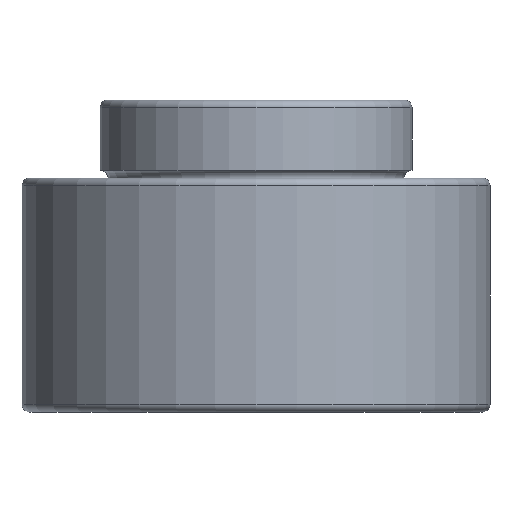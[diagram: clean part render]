
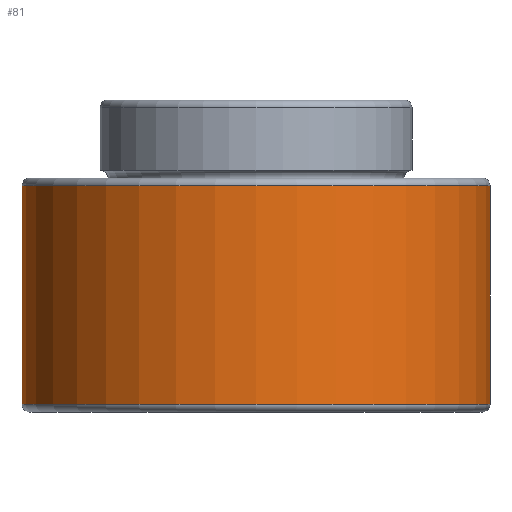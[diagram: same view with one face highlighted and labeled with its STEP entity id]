
A CAD part, front view. The second image highlights one B-rep face of the part: STEP entity #81.
In plain terms, the highlighted cylindrical face has radius 30 mm (diameter 60 mm), a full revolution.
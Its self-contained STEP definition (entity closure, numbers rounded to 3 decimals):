
#81 = ADVANCED_FACE( '', ( #108, #109 ), #110, .T. );
#108 = FACE_OUTER_BOUND( '', #150, .T. );
#109 = FACE_OUTER_BOUND( '', #151, .T. );
#110 = CYLINDRICAL_SURFACE( '', #152, 30. );
#150 = EDGE_LOOP( '', ( #204 ) );
#151 = EDGE_LOOP( '', ( #205 ) );
#152 = AXIS2_PLACEMENT_3D( '', #206, #207, #208 );
#204 = ORIENTED_EDGE( '', *, *, #252, .T. );
#205 = ORIENTED_EDGE( '', *, *, #253, .T. );
#206 = CARTESIAN_POINT( '', ( 0., 0., 30. ) );
#207 = DIRECTION( '', ( 0., 0., 1. ) );
#208 = DIRECTION( '', ( -1., 0., 0. ) );
#252 = EDGE_CURVE( '', #274, #274, #275, .F. );
#253 = EDGE_CURVE( '', #276, #276, #277, .T. );
#274 = VERTEX_POINT( '', #302 );
#275 = CIRCLE( '', #303, 30. );
#276 = VERTEX_POINT( '', #304 );
#277 = CIRCLE( '', #305, 30. );
#302 = CARTESIAN_POINT( '', ( 30., 0., 29. ) );
#303 = AXIS2_PLACEMENT_3D( '', #338, #339, #340 );
#304 = CARTESIAN_POINT( '', ( 30., 0., 1. ) );
#305 = AXIS2_PLACEMENT_3D( '', #341, #342, #343 );
#338 = CARTESIAN_POINT( '', ( 0., 0., 29. ) );
#339 = DIRECTION( '', ( 0., 0., 1. ) );
#340 = DIRECTION( '', ( 1., 0., 0. ) );
#341 = CARTESIAN_POINT( '', ( 0., 0., 1. ) );
#342 = DIRECTION( '', ( 0., 0., 1. ) );
#343 = DIRECTION( '', ( 1., 0., 0. ) );
